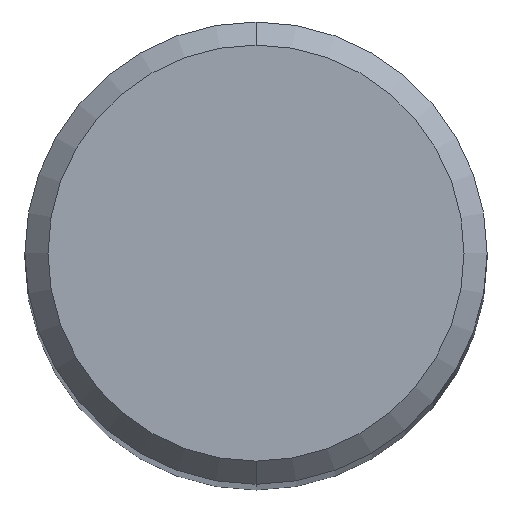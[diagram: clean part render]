
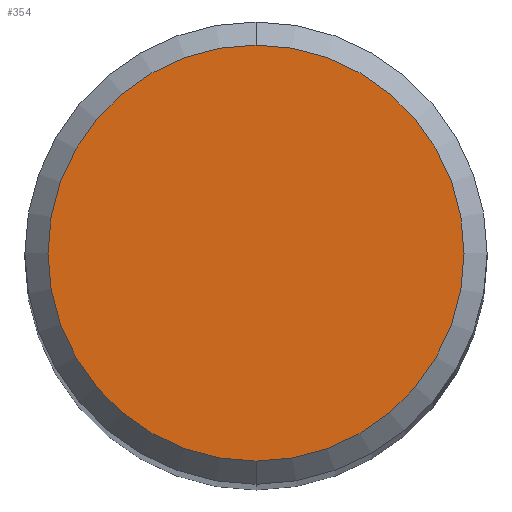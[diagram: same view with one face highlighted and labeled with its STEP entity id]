
A CAD part, top view. The second image highlights one B-rep face of the part: STEP entity #354.
In plain terms, the highlighted planar face has unit normal (0, 0, 1).
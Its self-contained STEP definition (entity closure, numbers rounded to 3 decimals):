
#240=EDGE_CURVE('',#244,#380,#544,.T.);
#244=VERTEX_POINT('',#549);
#342=EDGE_CURVE('',#380,#244,#660,.T.);
#354=ADVANCED_FACE('',(#673),#674,.T.);
#380=VERTEX_POINT('',#701);
#544=CIRCLE('',#937,3.6);
#549=CARTESIAN_POINT('',(0.0,3.6,0.0));
#660=CIRCLE('',#1171,3.6);
#673=FACE_OUTER_BOUND('',#1192,.T.);
#674=PLANE('',#1193);
#701=CARTESIAN_POINT('',(0.,-3.6,0.0));
#937=AXIS2_PLACEMENT_3D('',#1479,#1480,#1481);
#1171=AXIS2_PLACEMENT_3D('',#1641,#1642,#1643);
#1192=EDGE_LOOP('',(#1658,#1659));
#1193=AXIS2_PLACEMENT_3D('',#1660,#1661,#1662);
#1479=CARTESIAN_POINT('',(0.0,0.0,0.0));
#1480=DIRECTION('',(0.0,0.0,-1.0));
#1481=DIRECTION('',(0.0,1.0,0.0));
#1641=CARTESIAN_POINT('',(0.0,0.0,0.0));
#1642=DIRECTION('',(0.0,0.0,-1.0));
#1643=DIRECTION('',(0.0,1.0,0.0));
#1658=ORIENTED_EDGE('',*,*,#240,.F.);
#1659=ORIENTED_EDGE('',*,*,#342,.F.);
#1660=CARTESIAN_POINT('',(0.0,1.8,0.0));
#1661=DIRECTION('',(-0.0,0.0,1.0));
#1662=DIRECTION('',(0.0,-1.0,0.0));
